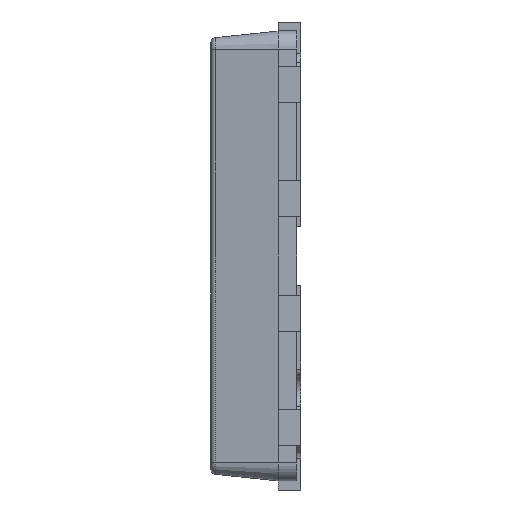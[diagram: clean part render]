
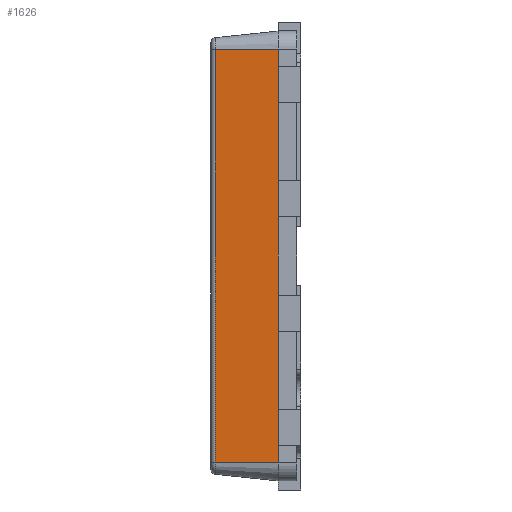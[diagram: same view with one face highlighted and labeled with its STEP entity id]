
A CAD part, left-side view. The second image highlights one B-rep face of the part: STEP entity #1626.
In plain terms, the highlighted planar face has unit normal (-0.995, 0.104, 0).
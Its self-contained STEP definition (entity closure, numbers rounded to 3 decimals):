
#150 = CARTESIAN_POINT ( 'NONE',  ( -2.926, 0.955, 2.3 ) ) ;
#156 = VERTEX_POINT ( 'NONE', #3251 ) ;
#159 = VERTEX_POINT ( 'NONE', #4513 ) ;
#198 = VECTOR ( 'NONE', #5323, 1000. ) ;
#296 = CARTESIAN_POINT ( 'NONE',  ( -3., 0.25, 2.3 ) ) ;
#307 = LINE ( 'NONE', #2784, #198 ) ;
#346 = EDGE_CURVE ( 'NONE', #844, #4441, #2577, .T. ) ;
#596 = FACE_OUTER_BOUND ( 'NONE', #5322, .T. ) ;
#601 = DIRECTION ( 'NONE',  ( 0., 0., 1. ) ) ;
#802 = EDGE_CURVE ( 'NONE', #5342, #844, #2530, .T. ) ;
#844 = VERTEX_POINT ( 'NONE', #3311 ) ;
#870 = EDGE_CURVE ( 'NONE', #156, #2738, #4605, .T. ) ;
#946 = EDGE_CURVE ( 'NONE', #3483, #2176, #2423, .T. ) ;
#1059 = EDGE_CURVE ( 'NONE', #2176, #156, #3974, .T. ) ;
#1062 = VECTOR ( 'NONE', #4300, 1000. ) ;
#1068 = CARTESIAN_POINT ( 'NONE',  ( -3., 0.25, -2.3 ) ) ;
#1207 = VERTEX_POINT ( 'NONE', #2511 ) ;
#1219 = VECTOR ( 'NONE', #4242, 1000. ) ;
#1306 = VECTOR ( 'NONE', #2487, 1000. ) ;
#1322 = ORIENTED_EDGE ( 'NONE', *, *, #5105, .T. ) ;
#1351 = CARTESIAN_POINT ( 'NONE',  ( -3., 0.25, -2.3 ) ) ;
#1365 = CARTESIAN_POINT ( 'NONE',  ( -3., 0.25, -1.705 ) ) ;
#1440 = ORIENTED_EDGE ( 'NONE', *, *, #2739, .T. ) ;
#1606 = VECTOR ( 'NONE', #4098, 1000. ) ;
#1626 = ADVANCED_FACE ( 'NONE', ( #596 ), #2280, .T. ) ;
#1631 = LINE ( 'NONE', #4637, #4234 ) ;
#1642 = DIRECTION ( 'NONE',  ( 0., 0., 1. ) ) ;
#1652 = VERTEX_POINT ( 'NONE', #150 ) ;
#1793 = DIRECTION ( 'NONE',  ( 0., 0., 1. ) ) ;
#1920 = VECTOR ( 'NONE', #4647, 1000. ) ;
#1922 = CARTESIAN_POINT ( 'NONE',  ( -3., 0.25, 0.435 ) ) ;
#1977 = CARTESIAN_POINT ( 'NONE',  ( -3., 0.25, 2.3 ) ) ;
#2146 = EDGE_CURVE ( 'NONE', #2738, #3900, #3526, .T. ) ;
#2176 = VERTEX_POINT ( 'NONE', #1365 ) ;
#2178 = LINE ( 'NONE', #4691, #1219 ) ;
#2264 = DIRECTION ( 'NONE',  ( -0.995, 0.105, 0. ) ) ;
#2280 = PLANE ( 'NONE',  #3582 ) ;
#2377 = ORIENTED_EDGE ( 'NONE', *, *, #802, .T. ) ;
#2423 = LINE ( 'NONE', #4241, #1606 ) ;
#2441 = ORIENTED_EDGE ( 'NONE', *, *, #2146, .T. ) ;
#2464 = ORIENTED_EDGE ( 'NONE', *, *, #1059, .T. ) ;
#2487 = DIRECTION ( 'NONE',  ( 0., 0., 1. ) ) ;
#2511 = CARTESIAN_POINT ( 'NONE',  ( -3., 0.25, 2.3 ) ) ;
#2530 = LINE ( 'NONE', #2950, #1920 ) ;
#2577 = LINE ( 'NONE', #2676, #4560 ) ;
#2627 = CARTESIAN_POINT ( 'NONE',  ( -3., 0.25, -0.435 ) ) ;
#2658 = CARTESIAN_POINT ( 'NONE',  ( -2.926, 0.955, -2.3 ) ) ;
#2676 = CARTESIAN_POINT ( 'NONE',  ( -3., 0.25, 2.3 ) ) ;
#2687 = DIRECTION ( 'NONE',  ( 0., 0., -1. ) ) ;
#2738 = VERTEX_POINT ( 'NONE', #2627 ) ;
#2739 = EDGE_CURVE ( 'NONE', #1652, #159, #3068, .T. ) ;
#2742 = ORIENTED_EDGE ( 'NONE', *, *, #4996, .T. ) ;
#2784 = CARTESIAN_POINT ( 'NONE',  ( -3., 0.25, -2.3 ) ) ;
#2906 = ORIENTED_EDGE ( 'NONE', *, *, #3036, .T. ) ;
#2950 = CARTESIAN_POINT ( 'NONE',  ( -3., 0.25, 2.3 ) ) ;
#3030 = DIRECTION ( 'NONE',  ( 0., 0., 1. ) ) ;
#3036 = EDGE_CURVE ( 'NONE', #3900, #5342, #1631, .T. ) ;
#3057 = CARTESIAN_POINT ( 'NONE',  ( -3., 0.25, 2.3 ) ) ;
#3068 = LINE ( 'NONE', #2658, #4675 ) ;
#3107 = VECTOR ( 'NONE', #1642, 1000. ) ;
#3126 = CARTESIAN_POINT ( 'NONE',  ( -3., 0.25, 0.835 ) ) ;
#3251 = CARTESIAN_POINT ( 'NONE',  ( -3., 0.25, -0.835 ) ) ;
#3311 = CARTESIAN_POINT ( 'NONE',  ( -3., 0.25, 1.705 ) ) ;
#3318 = DIRECTION ( 'NONE',  ( 0., 0., 1. ) ) ;
#3384 = VECTOR ( 'NONE', #601, 1000. ) ;
#3416 = CARTESIAN_POINT ( 'NONE',  ( -3., 0.25, 2.3 ) ) ;
#3466 = DIRECTION ( 'NONE',  ( 0., 0., 1. ) ) ;
#3467 = CARTESIAN_POINT ( 'NONE',  ( -3., 0.25, -2.105 ) ) ;
#3483 = VERTEX_POINT ( 'NONE', #3467 ) ;
#3509 = VERTEX_POINT ( 'NONE', #1068 ) ;
#3526 = LINE ( 'NONE', #3057, #3935 ) ;
#3582 = AXIS2_PLACEMENT_3D ( 'NONE', #1351, #2264, #1793 ) ;
#3728 = EDGE_CURVE ( 'NONE', #1652, #1207, #2178, .T. ) ;
#3791 = ORIENTED_EDGE ( 'NONE', *, *, #4360, .T. ) ;
#3900 = VERTEX_POINT ( 'NONE', #1922 ) ;
#3935 = VECTOR ( 'NONE', #3030, 1000. ) ;
#3974 = LINE ( 'NONE', #4333, #3384 ) ;
#4065 = LINE ( 'NONE', #296, #3107 ) ;
#4098 = DIRECTION ( 'NONE',  ( 0., 0., 1. ) ) ;
#4234 = VECTOR ( 'NONE', #3318, 1000. ) ;
#4241 = CARTESIAN_POINT ( 'NONE',  ( -3., 0.25, 2.3 ) ) ;
#4242 = DIRECTION ( 'NONE',  ( -0.105, -0.995, 0. ) ) ;
#4300 = DIRECTION ( 'NONE',  ( 0., 0., 1. ) ) ;
#4333 = CARTESIAN_POINT ( 'NONE',  ( -3., 0.25, 2.3 ) ) ;
#4360 = EDGE_CURVE ( 'NONE', #159, #3509, #307, .T. ) ;
#4441 = VERTEX_POINT ( 'NONE', #4635 ) ;
#4513 = CARTESIAN_POINT ( 'NONE',  ( -2.926, 0.955, -2.3 ) ) ;
#4531 = ORIENTED_EDGE ( 'NONE', *, *, #3728, .F. ) ;
#4560 = VECTOR ( 'NONE', #3466, 1000. ) ;
#4598 = ORIENTED_EDGE ( 'NONE', *, *, #870, .T. ) ;
#4605 = LINE ( 'NONE', #1977, #1306 ) ;
#4635 = CARTESIAN_POINT ( 'NONE',  ( -3., 0.25, 2.105 ) ) ;
#4637 = CARTESIAN_POINT ( 'NONE',  ( -3., 0.25, 2.3 ) ) ;
#4647 = DIRECTION ( 'NONE',  ( 0., 0., 1. ) ) ;
#4675 = VECTOR ( 'NONE', #2687, 1000. ) ;
#4691 = CARTESIAN_POINT ( 'NONE',  ( -3., 0.25, 2.3 ) ) ;
#4700 = ORIENTED_EDGE ( 'NONE', *, *, #946, .T. ) ;
#4719 = LINE ( 'NONE', #3416, #1062 ) ;
#4897 = ORIENTED_EDGE ( 'NONE', *, *, #346, .T. ) ;
#4996 = EDGE_CURVE ( 'NONE', #4441, #1207, #4065, .T. ) ;
#5105 = EDGE_CURVE ( 'NONE', #3509, #3483, #4719, .T. ) ;
#5322 = EDGE_LOOP ( 'NONE', ( #4531, #1440, #3791, #1322, #4700, #2464, #4598, #2441, #2906, #2377, #4897, #2742 ) ) ;
#5323 = DIRECTION ( 'NONE',  ( -0.105, -0.995, 0. ) ) ;
#5342 = VERTEX_POINT ( 'NONE', #3126 ) ;
